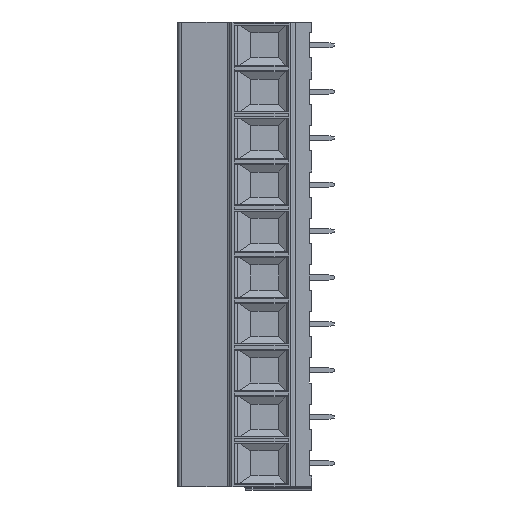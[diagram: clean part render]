
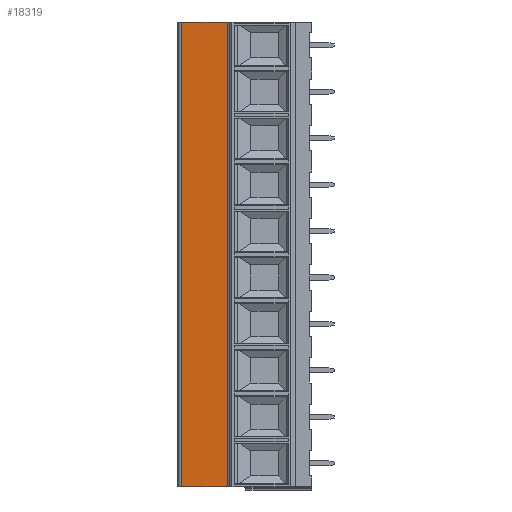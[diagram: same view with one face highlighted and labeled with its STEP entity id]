
A CAD part, left-side view. The second image highlights one B-rep face of the part: STEP entity #18319.
In plain terms, the highlighted planar face has unit normal (-0.996, 0.087, 0).
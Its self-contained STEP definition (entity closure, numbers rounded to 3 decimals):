
#84=DIRECTION('',(-0.087,-0.996,0.));
#85=VECTOR('',#84,9.977);
#86=CARTESIAN_POINT('',(-5.075,13.737,96.52));
#87=LINE('',#86,#85);
#4813=DIRECTION('',(0.,0.,-1.));
#4814=VECTOR('',#4813,101.6);
#4815=CARTESIAN_POINT('',(-5.075,13.737,96.52));
#4816=LINE('',#4815,#4814);
#4817=DIRECTION('',(0.,0.,-1.));
#4818=VECTOR('',#4817,101.6);
#4819=CARTESIAN_POINT('',(-5.945,3.798,96.52));
#4820=LINE('',#4819,#4818);
#4949=DIRECTION('',(-0.087,-0.996,0.));
#4950=VECTOR('',#4949,9.977);
#4951=CARTESIAN_POINT('',(-5.075,13.737,-5.08));
#4952=LINE('',#4951,#4950);
#10229=CARTESIAN_POINT('',(-5.075,13.737,96.52));
#10231=VERTEX_POINT('',#10229);
#10232=CARTESIAN_POINT('',(-5.945,3.798,96.52));
#10233=VERTEX_POINT('',#10232);
#10259=CARTESIAN_POINT('',(-5.075,13.737,-5.08));
#10261=VERTEX_POINT('',#10259);
#10262=CARTESIAN_POINT('',(-5.945,3.798,-5.08));
#10263=VERTEX_POINT('',#10262);
#18306=CARTESIAN_POINT('',(-5.075,13.737,96.52));
#18307=DIRECTION('',(-0.996,0.087,0.));
#18308=DIRECTION('',(-0.087,-0.996,0.));
#18309=AXIS2_PLACEMENT_3D('',#18306,#18307,#18308);
#18310=PLANE('',#18309);
#18311=ORIENTED_EDGE('',*,*,#13169,.T.);
#18313=ORIENTED_EDGE('',*,*,#18312,.T.);
#18315=ORIENTED_EDGE('',*,*,#18314,.F.);
#18316=ORIENTED_EDGE('',*,*,#18298,.F.);
#18317=EDGE_LOOP('',(#18311,#18313,#18315,#18316));
#18318=FACE_OUTER_BOUND('',#18317,.F.);
#13169=EDGE_CURVE('',#10231,#10233,#87,.T.);
#18298=EDGE_CURVE('',#10231,#10261,#4816,.T.);
#18312=EDGE_CURVE('',#10233,#10263,#4820,.T.);
#18314=EDGE_CURVE('',#10261,#10263,#4952,.T.);
#18319=ADVANCED_FACE('',(#18318),#18310,.T.);
